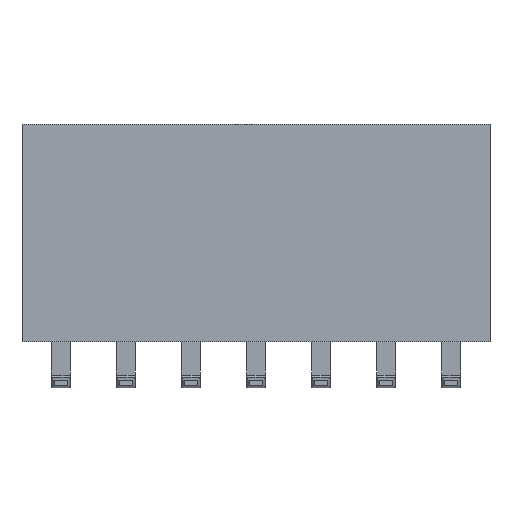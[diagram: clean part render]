
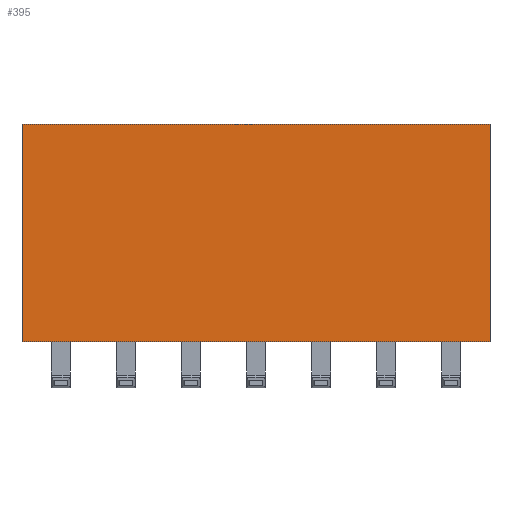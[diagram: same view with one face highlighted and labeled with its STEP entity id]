
A CAD part, front view. The second image highlights one B-rep face of the part: STEP entity #395.
In plain terms, the highlighted planar face has unit normal (0, -1, 0).
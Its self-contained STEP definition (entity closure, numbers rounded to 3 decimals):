
#395 = ADVANCED_FACE( '', ( #781 ), #782, .T. );
#781 = FACE_OUTER_BOUND( '', #1186, .T. );
#782 = PLANE( '', #1187 );
#1186 = EDGE_LOOP( '', ( #2029, #2030, #2031, #2032 ) );
#1187 = AXIS2_PLACEMENT_3D( '', #2033, #2034, #2035 );
#2029 = ORIENTED_EDGE( '', *, *, #2775, .T. );
#2030 = ORIENTED_EDGE( '', *, *, #2857, .T. );
#2031 = ORIENTED_EDGE( '', *, *, #2807, .T. );
#2032 = ORIENTED_EDGE( '', *, *, #2568, .T. );
#2033 = CARTESIAN_POINT( '', ( 0., -1.25, 0. ) );
#2034 = DIRECTION( '', ( 0., -1., 0. ) );
#2035 = DIRECTION( '', ( 0., 0., -1. ) );
#2568 = EDGE_CURVE( '', #3067, #3065, #3068, .T. );
#2775 = EDGE_CURVE( '', #3065, #3390, #3392, .T. );
#2807 = EDGE_CURVE( '', #3441, #3067, #3442, .T. );
#2857 = EDGE_CURVE( '', #3390, #3441, #3511, .T. );
#3065 = VERTEX_POINT( '', #3774 );
#3067 = VERTEX_POINT( '', #3777 );
#3068 = LINE( '', #3778, #3779 );
#3390 = VERTEX_POINT( '', #4256 );
#3392 = LINE( '', #4259, #4260 );
#3441 = VERTEX_POINT( '', #4333 );
#3442 = LINE( '', #4334, #4335 );
#3511 = LINE( '', #4454, #4455 );
#3774 = CARTESIAN_POINT( '', ( 9.14, -1.25, 4.25 ) );
#3777 = CARTESIAN_POINT( '', ( 9.14, -1.25, -4.25 ) );
#3778 = CARTESIAN_POINT( '', ( 9.14, -1.25, -4.25 ) );
#3779 = VECTOR( '', #4686, 1000. );
#4256 = CARTESIAN_POINT( '', ( -9.14, -1.25, 4.25 ) );
#4259 = CARTESIAN_POINT( '', ( 9.14, -1.25, 4.25 ) );
#4260 = VECTOR( '', #4861, 1000. );
#4333 = CARTESIAN_POINT( '', ( -9.14, -1.25, -4.25 ) );
#4334 = CARTESIAN_POINT( '', ( -9.14, -1.25, -4.25 ) );
#4335 = VECTOR( '', #4886, 1000. );
#4454 = CARTESIAN_POINT( '', ( -9.14, -1.25, 4.25 ) );
#4455 = VECTOR( '', #4917, 1000. );
#4686 = DIRECTION( '', ( 0., 0., 1. ) );
#4861 = DIRECTION( '', ( -1., 0., 0. ) );
#4886 = DIRECTION( '', ( 1., 0., 0. ) );
#4917 = DIRECTION( '', ( 0., 0., -1. ) );
